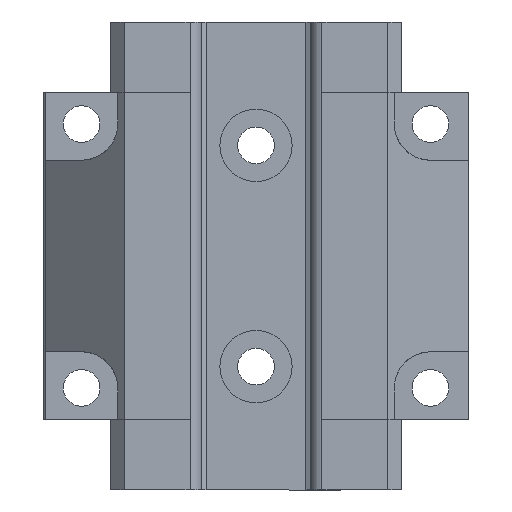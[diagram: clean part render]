
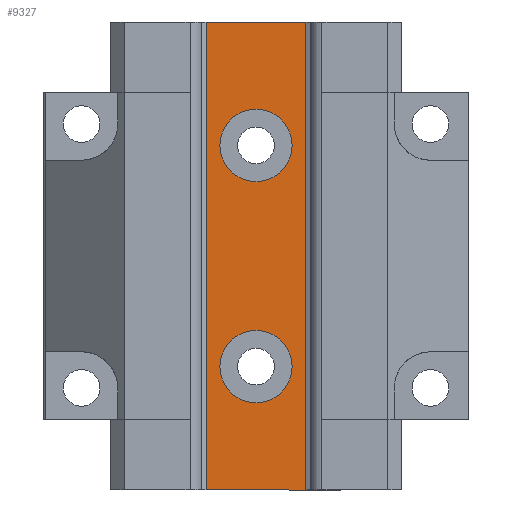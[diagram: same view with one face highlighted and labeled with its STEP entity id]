
A CAD part, front view. The second image highlights one B-rep face of the part: STEP entity #9327.
In plain terms, the highlighted planar face has unit normal (0, -1, 0).
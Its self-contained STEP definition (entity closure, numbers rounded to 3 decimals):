
#3946 = AXIS2_PLACEMENT_3D ( 'NONE', #4350, #4351, #4352 ) ;
#3974 = AXIS2_PLACEMENT_3D ( 'NONE', #4667, #4671, #4672 ) ;
#3975 = AXIS2_PLACEMENT_3D ( 'NONE', #4664, #4675, #4676 ) ;
#4341 = PLANE ( 'NONE',  #3946 ) ;
#4350 = CARTESIAN_POINT ( 'NONE',  ( 15.68, -15.85, 66. ) ) ;
#4351 = DIRECTION ( 'NONE',  ( 0., 1., 0. ) ) ;
#4352 = DIRECTION ( 'NONE',  ( 0., 0., 1. ) ) ;
#4618 = CARTESIAN_POINT ( 'NONE',  ( 15.68, -15.85, 55. ) ) ;
#4623 = DIRECTION ( 'NONE',  ( 1., 0., 0. ) ) ;
#4660 = CARTESIAN_POINT ( 'NONE',  ( -15.68, -15.85, 66. ) ) ;
#4661 = DIRECTION ( 'NONE',  ( 0., 0., 1. ) ) ;
#4662 = CARTESIAN_POINT ( 'NONE',  ( 15.68, -15.85, -55. ) ) ;
#4664 = CARTESIAN_POINT ( 'NONE',  ( 0., -15.85, -26. ) ) ;
#4665 = CARTESIAN_POINT ( 'NONE',  ( 15.68, -15.85, 66. ) ) ;
#4666 = DIRECTION ( 'NONE',  ( 0., 0., -1. ) ) ;
#4667 = CARTESIAN_POINT ( 'NONE',  ( 0., -15.85, 26. ) ) ;
#4668 = DIRECTION ( 'NONE',  ( -1., 0., 0. ) ) ;
#4671 = DIRECTION ( 'NONE',  ( 0., -1., 0. ) ) ;
#4672 = DIRECTION ( 'NONE',  ( 0., 0., 1. ) ) ;
#4675 = DIRECTION ( 'NONE',  ( 0., -1., 0. ) ) ;
#4676 = DIRECTION ( 'NONE',  ( 0., 0., 1. ) ) ;
#4732 = VERTEX_POINT ( 'NONE', #4733 ) ;
#4733 = CARTESIAN_POINT ( 'NONE',  ( 0., -15.85, 34.5 ) ) ;
#4734 = VERTEX_POINT ( 'NONE', #4735 ) ;
#4735 = CARTESIAN_POINT ( 'NONE',  ( 0., -15.85, -17.5 ) ) ;
#4898 = FACE_BOUND ( 'NONE', #7705, .T. ) ;
#4899 = FACE_BOUND ( 'NONE', #7681, .T. ) ;
#4903 = FACE_OUTER_BOUND ( 'NONE', #7706, .T. ) ;
#5091 = LINE ( 'NONE', #4618, #5114 ) ;
#5114 = VECTOR ( 'NONE', #4623, 1000. ) ;
#5133 = LINE ( 'NONE', #4660, #5144 ) ;
#5140 = LINE ( 'NONE', #4662, #5149 ) ;
#5144 = VECTOR ( 'NONE', #4661, 1000. ) ;
#5147 = LINE ( 'NONE', #4665, #5148 ) ;
#5148 = VECTOR ( 'NONE', #4666, 1000. ) ;
#5149 = VECTOR ( 'NONE', #4668, 1000. ) ;
#5152 = CIRCLE ( 'NONE', #3974, 8.5 ) ;
#5153 = CIRCLE ( 'NONE', #3975, 8.5 ) ;
#5821 = VERTEX_POINT ( 'NONE', #6629 ) ;
#5822 = VERTEX_POINT ( 'NONE', #6254 ) ;
#5823 = VERTEX_POINT ( 'NONE', #6253 ) ;
#5824 = VERTEX_POINT ( 'NONE', #6628 ) ;
#6253 = CARTESIAN_POINT ( 'NONE',  ( 15.68, -15.85, -55. ) ) ;
#6254 = CARTESIAN_POINT ( 'NONE',  ( 15.68, -15.85, 55. ) ) ;
#6628 = CARTESIAN_POINT ( 'NONE',  ( -15.68, -15.85, -55. ) ) ;
#6629 = CARTESIAN_POINT ( 'NONE',  ( -15.68, -15.85, 55. ) ) ;
#7681 = EDGE_LOOP ( 'NONE', ( #10416 ) ) ;
#7705 = EDGE_LOOP ( 'NONE', ( #10417 ) ) ;
#7706 = EDGE_LOOP ( 'NONE', ( #10418, #10419, #10420, #10421 ) ) ;
#9327 = ADVANCED_FACE ( 'NONE', ( #4899, #4898, #4903 ), #4341, .F. ) ;
#9448 = EDGE_CURVE ( 'NONE', #5821, #5822, #5091, .T. ) ;
#9465 = EDGE_CURVE ( 'NONE', #5824, #5821, #5133, .T. ) ;
#9467 = EDGE_CURVE ( 'NONE', #5822, #5823, #5147, .T. ) ;
#9468 = EDGE_CURVE ( 'NONE', #5823, #5824, #5140, .T. ) ;
#9470 = EDGE_CURVE ( 'NONE', #4732, #4732, #5152, .T. ) ;
#9471 = EDGE_CURVE ( 'NONE', #4734, #4734, #5153, .T. ) ;
#10416 = ORIENTED_EDGE ( 'NONE', *, *, #9471, .F. ) ;
#10417 = ORIENTED_EDGE ( 'NONE', *, *, #9470, .F. ) ;
#10418 = ORIENTED_EDGE ( 'NONE', *, *, #9468, .F. ) ;
#10419 = ORIENTED_EDGE ( 'NONE', *, *, #9467, .F. ) ;
#10420 = ORIENTED_EDGE ( 'NONE', *, *, #9448, .F. ) ;
#10421 = ORIENTED_EDGE ( 'NONE', *, *, #9465, .F. ) ;
